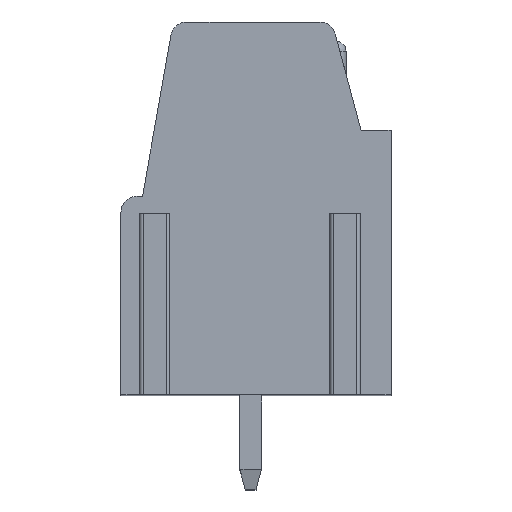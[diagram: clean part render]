
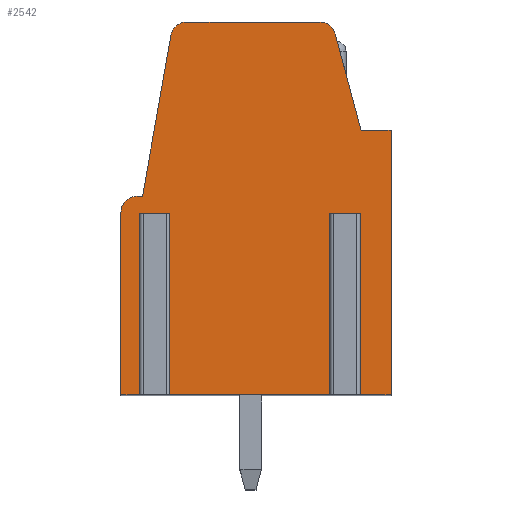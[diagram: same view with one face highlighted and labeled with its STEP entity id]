
A CAD part, top view. The second image highlights one B-rep face of the part: STEP entity #2542.
In plain terms, the highlighted planar face has unit normal (0, 0, 1).
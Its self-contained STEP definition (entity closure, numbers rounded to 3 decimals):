
#13=DIRECTION('',(-1.,0.,0.));
#14=VECTOR('',#13,0.62);
#15=CARTESIAN_POINT('',(3.61,-0.65,12.7));
#16=LINE('',#15,#14);
#17=DIRECTION('',(0.,1.,0.));
#18=VECTOR('',#17,6.7);
#19=CARTESIAN_POINT('',(2.99,-7.35,12.7));
#20=LINE('',#19,#18);
#21=DIRECTION('',(1.,0.,0.));
#22=VECTOR('',#21,6.43);
#23=CARTESIAN_POINT('',(-3.44,-7.35,12.7));
#24=LINE('',#23,#22);
#25=DIRECTION('',(0.,1.,0.));
#26=VECTOR('',#25,6.7);
#27=CARTESIAN_POINT('',(-3.44,-7.35,12.7));
#28=LINE('',#27,#26);
#29=DIRECTION('',(-1.,0.,0.));
#30=VECTOR('',#29,0.62);
#31=CARTESIAN_POINT('',(-3.44,-0.65,12.7));
#32=LINE('',#31,#30);
#33=DIRECTION('',(0.,1.,0.));
#34=VECTOR('',#33,6.7);
#35=CARTESIAN_POINT('',(-4.06,-7.35,12.7));
#36=LINE('',#35,#34);
#37=DIRECTION('',(1.,0.,0.));
#38=VECTOR('',#37,0.94);
#39=CARTESIAN_POINT('',(-5.,-7.35,12.7));
#40=LINE('',#39,#38);
#41=DIRECTION('',(0.,-1.,0.));
#42=VECTOR('',#41,6.75);
#43=CARTESIAN_POINT('',(-5.,-0.6,12.7));
#44=LINE('',#43,#42);
#45=CARTESIAN_POINT('',(-4.4,-0.6,12.7));
#46=DIRECTION('',(0.,0.,1.));
#47=DIRECTION('',(0.,1.,0.));
#48=AXIS2_PLACEMENT_3D('',#45,#46,#47);
#50=DIRECTION('',(-1.,0.,0.));
#51=VECTOR('',#50,0.2);
#52=CARTESIAN_POINT('',(-4.2,0.,12.7));
#53=LINE('',#52,#51);
#54=DIRECTION('',(-0.174,-0.985,0.));
#55=VECTOR('',#54,6.046);
#56=CARTESIAN_POINT('',(-3.15,5.954,12.7));
#57=LINE('',#56,#55);
#58=CARTESIAN_POINT('',(-2.559,5.85,12.7));
#59=DIRECTION('',(0.,0.,1.));
#60=DIRECTION('',(0.,1.,0.));
#61=AXIS2_PLACEMENT_3D('',#58,#59,#60);
#63=DIRECTION('',(-1.,0.,0.));
#64=VECTOR('',#63,4.917);
#65=CARTESIAN_POINT('',(2.358,6.45,12.7));
#66=LINE('',#65,#64);
#67=CARTESIAN_POINT('',(2.358,5.85,12.7));
#68=DIRECTION('',(0.,0.,1.));
#69=DIRECTION('',(0.966,0.259,0.));
#70=AXIS2_PLACEMENT_3D('',#67,#68,#69);
#72=DIRECTION('',(-0.259,0.966,0.));
#73=VECTOR('',#72,3.681);
#74=CARTESIAN_POINT('',(3.89,2.45,12.7));
#75=LINE('',#74,#73);
#76=DIRECTION('',(-1.,0.,0.));
#77=VECTOR('',#76,1.11);
#78=CARTESIAN_POINT('',(5.,2.45,12.7));
#79=LINE('',#78,#77);
#80=DIRECTION('',(0.,1.,0.));
#81=VECTOR('',#80,9.8);
#82=CARTESIAN_POINT('',(5.,-7.35,12.7));
#83=LINE('',#82,#81);
#84=DIRECTION('',(1.,0.,0.));
#85=VECTOR('',#84,1.39);
#86=CARTESIAN_POINT('',(3.61,-7.35,12.7));
#87=LINE('',#86,#85);
#88=DIRECTION('',(0.,1.,0.));
#89=VECTOR('',#88,6.7);
#90=CARTESIAN_POINT('',(3.61,-7.35,12.7));
#91=LINE('',#90,#89);
#1975=CARTESIAN_POINT('',(-5.,-0.6,12.7));
#1976=CARTESIAN_POINT('',(-5.,-7.35,12.7));
#1977=VERTEX_POINT('',#1975);
#1978=VERTEX_POINT('',#1976);
#1979=CARTESIAN_POINT('',(5.,-7.35,12.7));
#1980=CARTESIAN_POINT('',(5.,2.45,12.7));
#1981=VERTEX_POINT('',#1979);
#1982=VERTEX_POINT('',#1980);
#1983=CARTESIAN_POINT('',(3.89,2.45,12.7));
#1984=VERTEX_POINT('',#1983);
#1985=CARTESIAN_POINT('',(2.937,6.005,12.7));
#1986=VERTEX_POINT('',#1985);
#1987=CARTESIAN_POINT('',(2.358,6.45,12.7));
#1988=VERTEX_POINT('',#1987);
#1989=CARTESIAN_POINT('',(-2.559,6.45,12.7));
#1990=VERTEX_POINT('',#1989);
#1991=CARTESIAN_POINT('',(-3.15,5.954,12.7));
#1992=VERTEX_POINT('',#1991);
#1993=CARTESIAN_POINT('',(-4.2,0.,12.7));
#1994=VERTEX_POINT('',#1993);
#1995=CARTESIAN_POINT('',(-4.4,0.,12.7));
#1996=VERTEX_POINT('',#1995);
#2115=CARTESIAN_POINT('',(3.61,-0.65,12.7));
#2116=CARTESIAN_POINT('',(2.99,-0.65,12.7));
#2117=VERTEX_POINT('',#2115);
#2118=VERTEX_POINT('',#2116);
#2119=CARTESIAN_POINT('',(-3.44,-0.65,12.7));
#2120=CARTESIAN_POINT('',(-4.06,-0.65,12.7));
#2121=VERTEX_POINT('',#2119);
#2122=VERTEX_POINT('',#2120);
#2123=CARTESIAN_POINT('',(-4.06,-7.35,12.7));
#2124=VERTEX_POINT('',#2123);
#2125=CARTESIAN_POINT('',(-3.44,-7.35,12.7));
#2126=VERTEX_POINT('',#2125);
#2127=CARTESIAN_POINT('',(3.61,-7.35,12.7));
#2128=VERTEX_POINT('',#2127);
#2129=CARTESIAN_POINT('',(2.99,-7.35,12.7));
#2130=VERTEX_POINT('',#2129);
#2497=CARTESIAN_POINT('',(0.,0.,12.7));
#2498=DIRECTION('',(0.,0.,1.));
#2499=DIRECTION('',(1.,0.,0.));
#2500=AXIS2_PLACEMENT_3D('',#2497,#2498,#2499);
#2501=PLANE('',#2500);
#2503=ORIENTED_EDGE('',*,*,#2502,.T.);
#2505=ORIENTED_EDGE('',*,*,#2504,.F.);
#2507=ORIENTED_EDGE('',*,*,#2506,.F.);
#2509=ORIENTED_EDGE('',*,*,#2508,.T.);
#2511=ORIENTED_EDGE('',*,*,#2510,.T.);
#2513=ORIENTED_EDGE('',*,*,#2512,.F.);
#2515=ORIENTED_EDGE('',*,*,#2514,.F.);
#2517=ORIENTED_EDGE('',*,*,#2516,.F.);
#2519=ORIENTED_EDGE('',*,*,#2518,.F.);
#2521=ORIENTED_EDGE('',*,*,#2520,.F.);
#2523=ORIENTED_EDGE('',*,*,#2522,.F.);
#2525=ORIENTED_EDGE('',*,*,#2524,.F.);
#2527=ORIENTED_EDGE('',*,*,#2526,.F.);
#2529=ORIENTED_EDGE('',*,*,#2528,.F.);
#2531=ORIENTED_EDGE('',*,*,#2530,.F.);
#2533=ORIENTED_EDGE('',*,*,#2532,.F.);
#2535=ORIENTED_EDGE('',*,*,#2534,.F.);
#2537=ORIENTED_EDGE('',*,*,#2536,.F.);
#2539=ORIENTED_EDGE('',*,*,#2538,.T.);
#2540=EDGE_LOOP('',(#2503,#2505,#2507,#2509,#2511,#2513,#2515,#2517,#2519,#2521,
#2523,#2525,#2527,#2529,#2531,#2533,#2535,#2537,#2539));
#2541=FACE_OUTER_BOUND('',#2540,.F.);
#49=CIRCLE('',#48,0.6);
#62=CIRCLE('',#61,0.6);
#71=CIRCLE('',#70,0.6);
#2502=EDGE_CURVE('',#2117,#2118,#16,.T.);
#2504=EDGE_CURVE('',#2130,#2118,#20,.T.);
#2506=EDGE_CURVE('',#2126,#2130,#24,.T.);
#2508=EDGE_CURVE('',#2126,#2121,#28,.T.);
#2510=EDGE_CURVE('',#2121,#2122,#32,.T.);
#2512=EDGE_CURVE('',#2124,#2122,#36,.T.);
#2514=EDGE_CURVE('',#1978,#2124,#40,.T.);
#2516=EDGE_CURVE('',#1977,#1978,#44,.T.);
#2518=EDGE_CURVE('',#1996,#1977,#49,.T.);
#2520=EDGE_CURVE('',#1994,#1996,#53,.T.);
#2522=EDGE_CURVE('',#1992,#1994,#57,.T.);
#2524=EDGE_CURVE('',#1990,#1992,#62,.T.);
#2526=EDGE_CURVE('',#1988,#1990,#66,.T.);
#2528=EDGE_CURVE('',#1986,#1988,#71,.T.);
#2530=EDGE_CURVE('',#1984,#1986,#75,.T.);
#2532=EDGE_CURVE('',#1982,#1984,#79,.T.);
#2534=EDGE_CURVE('',#1981,#1982,#83,.T.);
#2536=EDGE_CURVE('',#2128,#1981,#87,.T.);
#2538=EDGE_CURVE('',#2128,#2117,#91,.T.);
#2542=ADVANCED_FACE('',(#2541),#2501,.T.);
